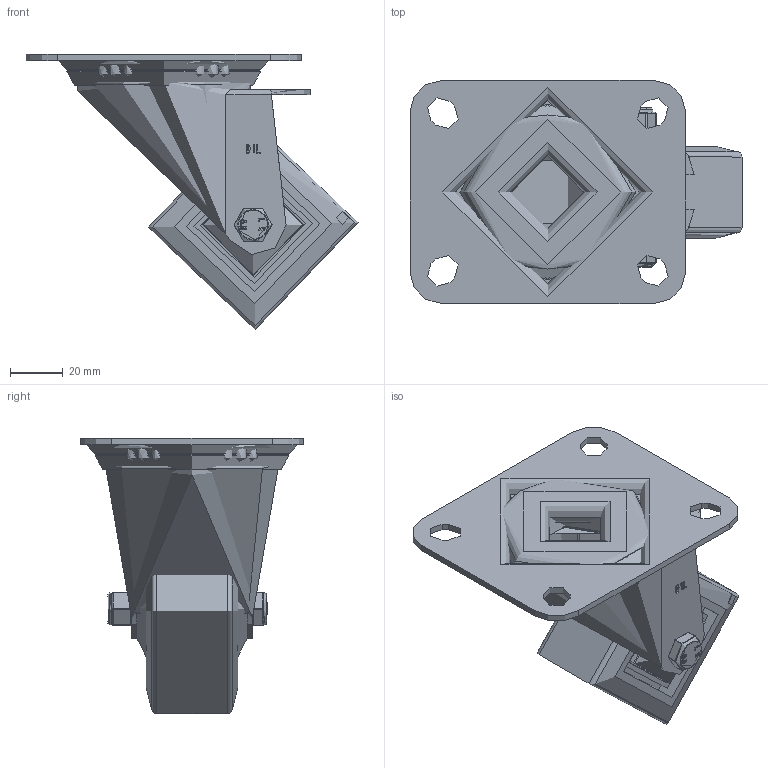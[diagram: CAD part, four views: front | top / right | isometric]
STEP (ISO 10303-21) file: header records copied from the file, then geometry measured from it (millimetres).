
FILE_DESCRIPTION(/* description */ ('','CAx-IF Rec.Pracs.---Representation and Presentation of Product Manufacturing Information (PMI)---4.0---2014-10-13'),/* implementation_level */ '2;1');
FILE_NAME(/* name */ 'BZMM80RNBJEC.step',/* time_stamp */ '2025-01-07T08:47:47Z',/* author */ (''),/* organization */ (''),/* preprocessor_version */ 'ST-DEVELOPER v20',/* originating_system */ 'Autodesk Translation Framework v13.20.0.188',/* authorisation */ '');
FILE_SCHEMA (('AP242_MANAGED_MODEL_BASED_3D_ENGINEERING_MIM_LF { 1 0 10303 442 1 1 4 }'));
Length unit declared in the file: millimetre
Products named in the file (34): BZMM80RNBJEC; BZMM80AS - 2 - 42 v1; ZINC PLATED, PRESSED STEEL TOP PLATE 1; ZINC PLATED, PRESSED STEEL TOP PLATE 1 Geometry; BALL BEARINGS; Component1; BEARING SEAL; ZINC PLATED, PRESSED STEEL FORKS; BZMM80WRNBJM8EC v1; BZMM80WRNBJEC; 65 SHORE A ELECTRICALLY CONDUCTIVE ELASTIC RUBBER TYRE; 65 SHORE A ELECTRICALLY CONDUCTIVE ELASTIC RUBBER TYRE Geometry; SPOT; NYLON RIM; BEARING 6202; METAL; METAL2; Pattern; Component1 (1); MIDDLE; RUBBER; RUBBER2; HUBCAPM8X42RNEC; HUB CAP; HUBCAPM8X42RNEC (1); HUB CAP (1); HUB CAP Geometry; SPOT2; HEXBOLTM8X55Z8.8 v2; GRADE 8.8 ZINC PLATED BOLT; NYLOCM8Z v1; NYLOC NUT; NUT; RUBBER (1)
Assembly tree (65 placements, depth 6):
  BZMM80RNBJEC
    BZMM80AS - 2 - 42 v1
      ZINC PLATED, PRESSED STEEL TOP PLATE 1
        ZINC PLATED, PRESSED STEEL TOP PLATE 1 Geometry
        BALL BEARINGS
          Component1  x24
      BEARING SEAL
      ZINC PLATED, PRESSED STEEL FORKS
    BZMM80WRNBJM8EC v1
      BZMM80WRNBJEC
        65 SHORE A ELECTRICALLY CONDUCTIVE ELASTIC RUBBER TYRE
          65 SHORE A ELECTRICALLY CONDUCTIVE ELASTIC RUBBER TYRE Geometry
          SPOT
        NYLON RIM
        BEARING 6202
          METAL
          METAL2
          Pattern
            Component1 (1)  x8
          MIDDLE
          RUBBER
          RUBBER2
      HUBCAPM8X42RNEC
        HUB CAP
          HUB CAP Geometry
          SPOT2
      HUBCAPM8X42RNEC (1)
        HUB CAP (1)
          HUB CAP Geometry
          SPOT2
    HEXBOLTM8X55Z8.8 v2
      GRADE 8.8 ZINC PLATED BOLT
    NYLOCM8Z v1
      NYLOC NUT
        NUT
        RUBBER (1)
Bounding box: 126.49 x 85 x 104.99 mm (x, y, z)
Volume: 198972.1 mm3; surface area: 107988.1 mm2
Topology: 50 solids, 50 shells, 769 faces, 1852 edges, 1201 vertices
Faces by surface type: plane 276, cylinder 202, bspline 178, sphere 72, torus 24, cone 17
Full cylindrical faces by diameter (mm): 0.664 x2, 3 x4, 5 x2, 6.446 x7, 7.866 x13, 8 x3, 8.2 x4, 8.6 x2, 11.5 x1, 12.1 x1, 14.9 x2, 15 x1, 18 x1, 19.5 x2, 20 x4, 22.5 x2, 23 x2, 26 x2, 27.5 x1, 28 x2, 30 x4, 30.5 x2, 31 x4, 31.5 x1, 32 x3, 35 x4, 36.25 x2, 38.25 x2, 40 x2, 45 x2
Entity records: 29365 total; most frequent: CARTESIAN_POINT 12581, ORIENTED_EDGE 3402, DIRECTION 2954, EDGE_CURVE 1701, VERTEX_POINT 1117, AXIS2_PLACEMENT_3D 1109, EDGE_LOOP 866, LINE 736
